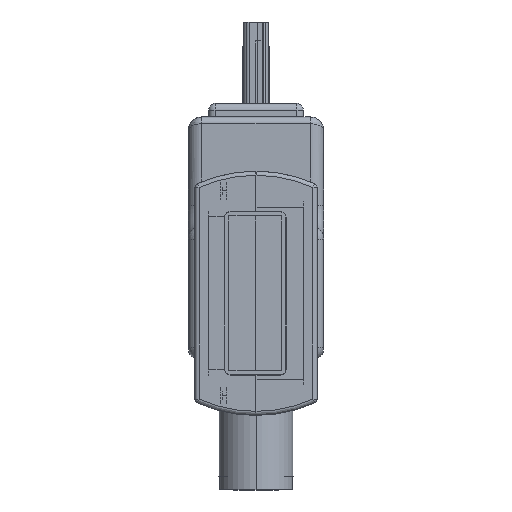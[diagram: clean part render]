
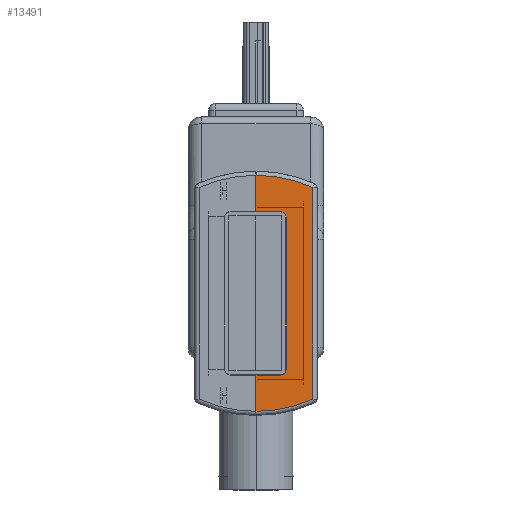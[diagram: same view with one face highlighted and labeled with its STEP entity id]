
A CAD part, left-side view. The second image highlights one B-rep face of the part: STEP entity #13491.
In plain terms, the highlighted face is planar.
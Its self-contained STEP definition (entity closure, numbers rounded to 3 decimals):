
#1946 = CARTESIAN_POINT ( 'NONE',  ( 7.807, -4.2, -14.7 ) ) ;
#3793 = CARTESIAN_POINT ( 'NONE',  ( 7.807, -4.2, -14.7 ) ) ;
#4150 = LINE ( 'NONE', #26807, #8250 ) ;
#4713 = CARTESIAN_POINT ( 'NONE',  ( 6.025, 0., -14.7 ) ) ;
#6565 = DIRECTION ( 'NONE',  ( 1., 0., 0. ) ) ;
#7843 = CIRCLE ( 'NONE', #48066, 0.425 ) ;
#8250 = VECTOR ( 'NONE', #72029, 1000. ) ;
#10521 = CIRCLE ( 'NONE', #44824, 10.325 ) ;
#11092 = CARTESIAN_POINT ( 'NONE',  ( -6.025, -1.8, -14.7 ) ) ;
#11811 = VECTOR ( 'NONE', #59985, 1000. ) ;
#11868 = VERTEX_POINT ( 'NONE', #45658 ) ;
#11954 = AXIS2_PLACEMENT_3D ( 'NONE', #35846, #35114, #6565 ) ;
#12378 = LINE ( 'NONE', #1946, #28916 ) ;
#13067 = DIRECTION ( 'NONE',  ( -0.914, -0.407, 0. ) ) ;
#13491 = ADVANCED_FACE ( 'NONE', ( #47760 ), #43303, .F. ) ;
#14595 = EDGE_CURVE ( 'NONE', #36733, #66620, #10521, .T. ) ;
#14604 = DIRECTION ( 'NONE',  ( 1., 0., 0. ) ) ;
#17217 = VERTEX_POINT ( 'NONE', #40524 ) ;
#20340 = CARTESIAN_POINT ( 'NONE',  ( 0., 0., -14.7 ) ) ;
#20444 = DIRECTION ( 'NONE',  ( 0., -1., 0. ) ) ;
#20859 = CARTESIAN_POINT ( 'NONE',  ( 8.7, 0., -14.7 ) ) ;
#20897 = ORIENTED_EDGE ( 'NONE', *, *, #61532, .T. ) ;
#22085 = EDGE_CURVE ( 'NONE', #17217, #24758, #70682, .T. ) ;
#22131 = CIRCLE ( 'NONE', #37498, 0.425 ) ;
#24027 = ORIENTED_EDGE ( 'NONE', *, *, #61424, .F. ) ;
#24749 = VERTEX_POINT ( 'NONE', #33346 ) ;
#24758 = VERTEX_POINT ( 'NONE', #11092 ) ;
#25491 = EDGE_LOOP ( 'NONE', ( #66672, #55107, #70914, #64695, #42933, #54380, #20897, #29184, #31185, #24027 ) ) ;
#26807 = CARTESIAN_POINT ( 'NONE',  ( 5.6, -2.225, -14.7 ) ) ;
#27903 = LINE ( 'NONE', #39371, #35729 ) ;
#28698 = VECTOR ( 'NONE', #46581, 1000. ) ;
#28916 = VECTOR ( 'NONE', #46476, 1000. ) ;
#29184 = ORIENTED_EDGE ( 'NONE', *, *, #22085, .T. ) ;
#30940 = DIRECTION ( 'NONE',  ( 0., 0., -1. ) ) ;
#31026 = DIRECTION ( 'NONE',  ( 0., -1., 0. ) ) ;
#31185 = ORIENTED_EDGE ( 'NONE', *, *, #54529, .F. ) ;
#31629 = EDGE_CURVE ( 'NONE', #72408, #69806, #35619, .T. ) ;
#32005 = EDGE_CURVE ( 'NONE', #11868, #24749, #22131, .T. ) ;
#33346 = CARTESIAN_POINT ( 'NONE',  ( 5.6, -2.225, -14.7 ) ) ;
#34352 = CARTESIAN_POINT ( 'NONE',  ( 6.025, 0., -14.7 ) ) ;
#35114 = DIRECTION ( 'NONE',  ( 0., 0., -1. ) ) ;
#35619 = CIRCLE ( 'NONE', #11954, 10.325 ) ;
#35729 = VECTOR ( 'NONE', #67899, 1000. ) ;
#35833 = AXIS2_PLACEMENT_3D ( 'NONE', #20340, #36643, #36282 ) ;
#35846 = CARTESIAN_POINT ( 'NONE',  ( -1.625, 0., -14.7 ) ) ;
#36282 = DIRECTION ( 'NONE',  ( 1., 0., 0. ) ) ;
#36643 = DIRECTION ( 'NONE',  ( 0., 0., 1. ) ) ;
#36733 = VERTEX_POINT ( 'NONE', #66896 ) ;
#37259 = CARTESIAN_POINT ( 'NONE',  ( -8.7, 0., -14.7 ) ) ;
#37498 = AXIS2_PLACEMENT_3D ( 'NONE', #70228, #30940, #14604 ) ;
#39371 = CARTESIAN_POINT ( 'NONE',  ( 6.025, 0., -14.7 ) ) ;
#40524 = CARTESIAN_POINT ( 'NONE',  ( -6.025, 0., -14.7 ) ) ;
#41226 = CARTESIAN_POINT ( 'NONE',  ( 1.625, 0., -14.7 ) ) ;
#42933 = ORIENTED_EDGE ( 'NONE', *, *, #49699, .T. ) ;
#43303 = PLANE ( 'NONE',  #35833 ) ;
#44824 = AXIS2_PLACEMENT_3D ( 'NONE', #41226, #63858, #13067 ) ;
#45658 = CARTESIAN_POINT ( 'NONE',  ( 6.025, -1.8, -14.7 ) ) ;
#46476 = DIRECTION ( 'NONE',  ( -1., 0., 0. ) ) ;
#46581 = DIRECTION ( 'NONE',  ( 0., -1., 0. ) ) ;
#47760 = FACE_OUTER_BOUND ( 'NONE', #25491, .T. ) ;
#48066 = AXIS2_PLACEMENT_3D ( 'NONE', #53462, #48606, #20444 ) ;
#48606 = DIRECTION ( 'NONE',  ( 0., 0., -1. ) ) ;
#49699 = EDGE_CURVE ( 'NONE', #69806, #36733, #12378, .T. ) ;
#51252 = VECTOR ( 'NONE', #31026, 1000. ) ;
#53462 = CARTESIAN_POINT ( 'NONE',  ( -5.6, -1.8, -14.7 ) ) ;
#54380 = ORIENTED_EDGE ( 'NONE', *, *, #14595, .T. ) ;
#54529 = EDGE_CURVE ( 'NONE', #56713, #24758, #7843, .T. ) ;
#55107 = ORIENTED_EDGE ( 'NONE', *, *, #66431, .F. ) ;
#56713 = VERTEX_POINT ( 'NONE', #59194 ) ;
#59194 = CARTESIAN_POINT ( 'NONE',  ( -5.6, -2.225, -14.7 ) ) ;
#59985 = DIRECTION ( 'NONE',  ( 1., 0., 0. ) ) ;
#61424 = EDGE_CURVE ( 'NONE', #24749, #56713, #4150, .T. ) ;
#61532 = EDGE_CURVE ( 'NONE', #66620, #17217, #70762, .T. ) ;
#62901 = LINE ( 'NONE', #34352, #28698 ) ;
#63858 = DIRECTION ( 'NONE',  ( 0., 0., -1. ) ) ;
#64630 = EDGE_CURVE ( 'NONE', #69536, #72408, #27903, .T. ) ;
#64695 = ORIENTED_EDGE ( 'NONE', *, *, #31629, .T. ) ;
#66431 = EDGE_CURVE ( 'NONE', #69536, #11868, #62901, .T. ) ;
#66620 = VERTEX_POINT ( 'NONE', #37259 ) ;
#66672 = ORIENTED_EDGE ( 'NONE', *, *, #32005, .F. ) ;
#66896 = CARTESIAN_POINT ( 'NONE',  ( -7.807, -4.2, -14.7 ) ) ;
#67899 = DIRECTION ( 'NONE',  ( 1., 0., 0. ) ) ;
#69536 = VERTEX_POINT ( 'NONE', #4713 ) ;
#69806 = VERTEX_POINT ( 'NONE', #3793 ) ;
#70228 = CARTESIAN_POINT ( 'NONE',  ( 5.6, -1.8, -14.7 ) ) ;
#70324 = CARTESIAN_POINT ( 'NONE',  ( -6.025, 0., -14.7 ) ) ;
#70682 = LINE ( 'NONE', #70324, #51252 ) ;
#70762 = LINE ( 'NONE', #71137, #11811 ) ;
#70914 = ORIENTED_EDGE ( 'NONE', *, *, #64630, .T. ) ;
#71137 = CARTESIAN_POINT ( 'NONE',  ( -8.7, 0., -14.7 ) ) ;
#72029 = DIRECTION ( 'NONE',  ( -1., 0., 0. ) ) ;
#72408 = VERTEX_POINT ( 'NONE', #20859 ) ;
